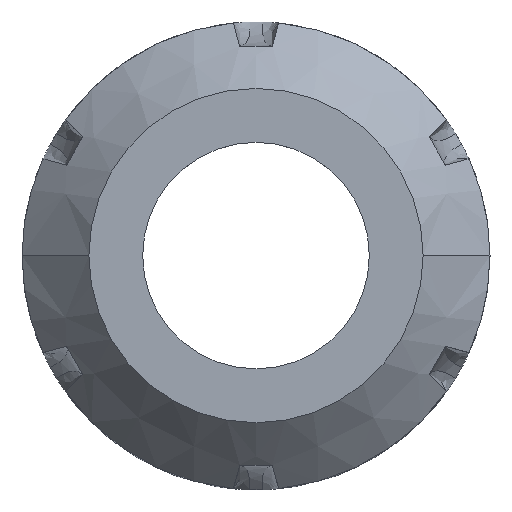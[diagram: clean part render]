
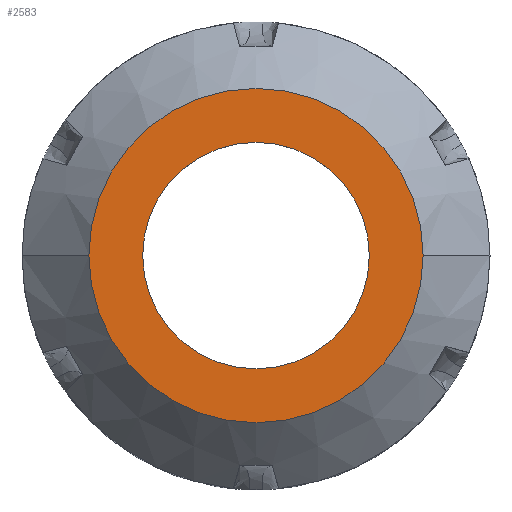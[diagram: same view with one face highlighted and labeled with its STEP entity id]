
A CAD part, top view. The second image highlights one B-rep face of the part: STEP entity #2583.
In plain terms, the highlighted planar face has unit normal (0, 0, 1).
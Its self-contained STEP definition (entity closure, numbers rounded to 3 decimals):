
#4 = AXIS2_PLACEMENT_3D ( 'NONE', #1050, #1886, #1026 ) ;
#35 = AXIS2_PLACEMENT_3D ( 'NONE', #2052, #2693, #761 ) ;
#46 = ORIENTED_EDGE ( 'NONE', *, *, #541, .F. ) ;
#227 = VERTEX_POINT ( 'NONE', #2235 ) ;
#297 = AXIS2_PLACEMENT_3D ( 'NONE', #1904, #612, #2136 ) ;
#313 = PLANE ( 'NONE',  #1710 ) ;
#355 = DIRECTION ( 'NONE',  ( 0., 0., -1. ) ) ;
#370 = CIRCLE ( 'NONE', #4, 15.25 ) ;
#503 = EDGE_CURVE ( 'NONE', #1610, #554, #2538, .T. ) ;
#527 = CARTESIAN_POINT ( 'NONE',  ( 15.25, 0., 0. ) ) ;
#541 = EDGE_CURVE ( 'NONE', #227, #965, #370, .T. ) ;
#554 = VERTEX_POINT ( 'NONE', #580 ) ;
#580 = CARTESIAN_POINT ( 'NONE',  ( 22.5, 0., 0. ) ) ;
#612 = DIRECTION ( 'NONE',  ( 0., 0., 1. ) ) ;
#631 = CIRCLE ( 'NONE', #35, 22.5 ) ;
#761 = DIRECTION ( 'NONE',  ( 1., 0., 0. ) ) ;
#795 = CARTESIAN_POINT ( 'NONE',  ( 0., 0., 0. ) ) ;
#841 = EDGE_LOOP ( 'NONE', ( #2391, #1083 ) ) ;
#965 = VERTEX_POINT ( 'NONE', #527 ) ;
#1026 = DIRECTION ( 'NONE',  ( 1., 0., 0. ) ) ;
#1050 = CARTESIAN_POINT ( 'NONE',  ( 0., 0., 0. ) ) ;
#1070 = AXIS2_PLACEMENT_3D ( 'NONE', #2254, #1169, #1630 ) ;
#1083 = ORIENTED_EDGE ( 'NONE', *, *, #2763, .T. ) ;
#1169 = DIRECTION ( 'NONE',  ( 0., 0., 1. ) ) ;
#1175 = EDGE_LOOP ( 'NONE', ( #1419, #46 ) ) ;
#1319 = FACE_BOUND ( 'NONE', #1175, .T. ) ;
#1419 = ORIENTED_EDGE ( 'NONE', *, *, #2783, .F. ) ;
#1450 = FACE_OUTER_BOUND ( 'NONE', #841, .T. ) ;
#1610 = VERTEX_POINT ( 'NONE', #2352 ) ;
#1630 = DIRECTION ( 'NONE',  ( 1., 0., 0. ) ) ;
#1710 = AXIS2_PLACEMENT_3D ( 'NONE', #795, #355, #2302 ) ;
#1802 = CIRCLE ( 'NONE', #1070, 15.25 ) ;
#1886 = DIRECTION ( 'NONE',  ( 0., 0., 1. ) ) ;
#1904 = CARTESIAN_POINT ( 'NONE',  ( 0., 0., 0. ) ) ;
#2052 = CARTESIAN_POINT ( 'NONE',  ( 0., 0., 0. ) ) ;
#2136 = DIRECTION ( 'NONE',  ( 1., 0., 0. ) ) ;
#2235 = CARTESIAN_POINT ( 'NONE',  ( -15.25, 0., 0. ) ) ;
#2254 = CARTESIAN_POINT ( 'NONE',  ( 0., 0., 0. ) ) ;
#2302 = DIRECTION ( 'NONE',  ( -1., 0., 0. ) ) ;
#2352 = CARTESIAN_POINT ( 'NONE',  ( -22.5, 0., 0. ) ) ;
#2391 = ORIENTED_EDGE ( 'NONE', *, *, #503, .T. ) ;
#2538 = CIRCLE ( 'NONE', #297, 22.5 ) ;
#2583 = ADVANCED_FACE ( 'NONE', ( #1319, #1450 ), #313, .F. ) ;
#2693 = DIRECTION ( 'NONE',  ( 0., 0., 1. ) ) ;
#2763 = EDGE_CURVE ( 'NONE', #554, #1610, #631, .T. ) ;
#2783 = EDGE_CURVE ( 'NONE', #965, #227, #1802, .T. ) ;
